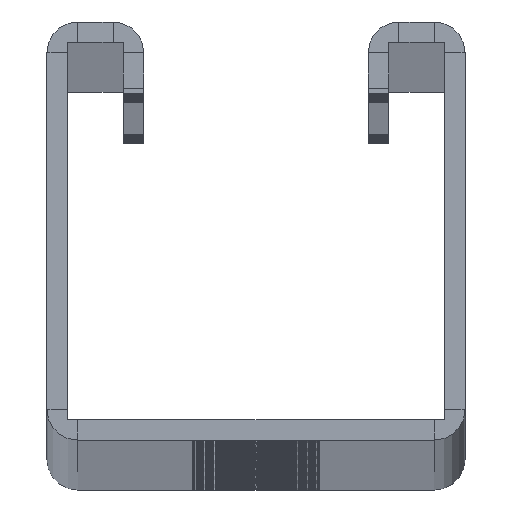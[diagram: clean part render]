
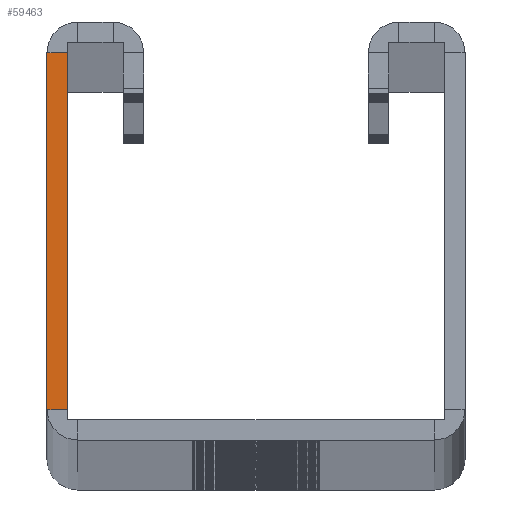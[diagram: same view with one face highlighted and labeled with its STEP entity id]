
A CAD part, top view. The second image highlights one B-rep face of the part: STEP entity #59463.
In plain terms, the highlighted planar face has unit normal (0, 0, 1).
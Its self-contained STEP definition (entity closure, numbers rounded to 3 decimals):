
#974 = DIRECTION ( 'NONE',  ( -1., 0., 0. ) ) ;
#5295 = CARTESIAN_POINT ( 'NONE',  ( -18.5, 0., 0. ) ) ;
#13107 = PLANE ( 'NONE',  #64631 ) ;
#14020 = EDGE_CURVE ( 'NONE', #42826, #33958, #35069, .T. ) ;
#16271 = CARTESIAN_POINT ( 'NONE',  ( -20.5, 3., 0. ) ) ;
#16934 = DIRECTION ( 'NONE',  ( 0., 1., 0. ) ) ;
#17193 = CARTESIAN_POINT ( 'NONE',  ( -20.5, 3., 0. ) ) ;
#18425 = ORIENTED_EDGE ( 'NONE', *, *, #14020, .T. ) ;
#19408 = CARTESIAN_POINT ( 'NONE',  ( -20.5, 38., 0. ) ) ;
#20382 = DIRECTION ( 'NONE',  ( 0., 0., 1. ) ) ;
#21403 = VECTOR ( 'NONE', #16934, 1000. ) ;
#22494 = EDGE_CURVE ( 'NONE', #42826, #71992, #45775, .T. ) ;
#23185 = CARTESIAN_POINT ( 'NONE',  ( -20.5, 0., 0. ) ) ;
#24965 = EDGE_CURVE ( 'NONE', #33958, #61160, #47803, .T. ) ;
#26388 = DIRECTION ( 'NONE',  ( 1., 0., 0. ) ) ;
#28085 = VECTOR ( 'NONE', #28848, 1000. ) ;
#28848 = DIRECTION ( 'NONE',  ( 0., 1., 0. ) ) ;
#30042 = CARTESIAN_POINT ( 'NONE',  ( -18.5, 38., 0. ) ) ;
#33958 = VERTEX_POINT ( 'NONE', #67494 ) ;
#35069 = LINE ( 'NONE', #17193, #65977 ) ;
#42826 = VERTEX_POINT ( 'NONE', #16271 ) ;
#45775 = LINE ( 'NONE', #23185, #21403 ) ;
#47803 = LINE ( 'NONE', #5295, #28085 ) ;
#50138 = ORIENTED_EDGE ( 'NONE', *, *, #22494, .F. ) ;
#50669 = VECTOR ( 'NONE', #974, 1000. ) ;
#52113 = FACE_OUTER_BOUND ( 'NONE', #73180, .T. ) ;
#54989 = CARTESIAN_POINT ( 'NONE',  ( -17.5, 2., 0. ) ) ;
#58740 = ORIENTED_EDGE ( 'NONE', *, *, #64238, .T. ) ;
#59463 = ADVANCED_FACE ( 'NONE', ( #52113 ), #13107, .T. ) ;
#61160 = VERTEX_POINT ( 'NONE', #67228 ) ;
#62815 = LINE ( 'NONE', #30042, #50669 ) ;
#64238 = EDGE_CURVE ( 'NONE', #61160, #71992, #62815, .T. ) ;
#64631 = AXIS2_PLACEMENT_3D ( 'NONE', #54989, #20382, #26388 ) ;
#65977 = VECTOR ( 'NONE', #70556, 1000. ) ;
#67228 = CARTESIAN_POINT ( 'NONE',  ( -18.5, 38., 0. ) ) ;
#67494 = CARTESIAN_POINT ( 'NONE',  ( -18.5, 3., 0. ) ) ;
#70556 = DIRECTION ( 'NONE',  ( 1., 0., 0. ) ) ;
#71992 = VERTEX_POINT ( 'NONE', #19408 ) ;
#73180 = EDGE_LOOP ( 'NONE', ( #50138, #18425, #74688, #58740 ) ) ;
#74688 = ORIENTED_EDGE ( 'NONE', *, *, #24965, .T. ) ;
